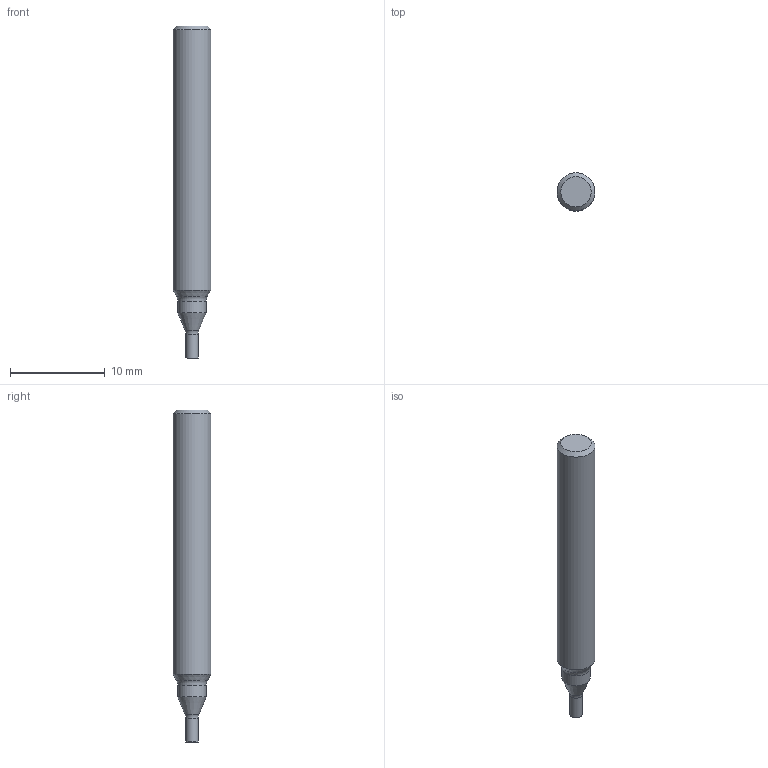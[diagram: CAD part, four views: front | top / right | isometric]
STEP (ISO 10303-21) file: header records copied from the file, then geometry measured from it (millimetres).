
FILE_DESCRIPTION (( 'STEP AP203' ), '1' );
FILE_NAME ('987599.step', '2021-11-08T14:12:43', ( '' ), ( '' ), 'SwSTEP 2.0', 'SolidWorks 2019', '' );
FILE_SCHEMA (( 'CONFIG_CONTROL_DESIGN' ));
Length unit declared in the file: millimetre
Products named in the file (1): 987599
Bounding box: 4 x 4 x 35 mm (x, y, z)
Volume: 379.8 mm3; surface area: 414.8 mm2
Topology: 2 solids, 2 shells, 12 faces, 19 edges, 11 vertices
Faces by surface type: plane 4, cylinder 3, cone 3, torus 2
Full cylindrical faces by diameter (mm): 1.3 x1, 3 x1, 4 x1
Entity records: 299 total; most frequent: DIRECTION 46, CARTESIAN_POINT 33, AXIS2_PLACEMENT_3D 23, EDGE_LOOP 20, ORIENTED_EDGE 20, FACE_OUTER_BOUND 17, ADVANCED_FACE 12, CIRCLE 10
